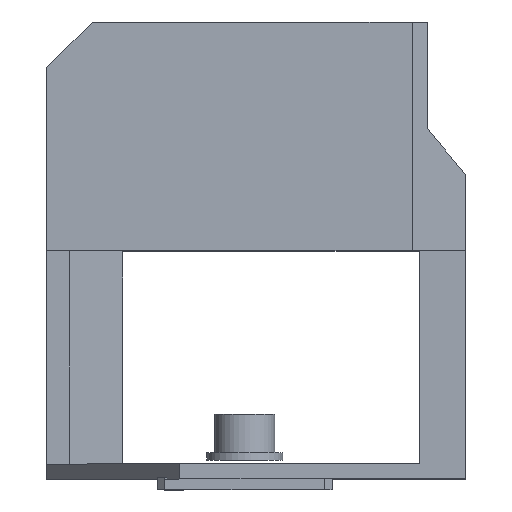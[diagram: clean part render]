
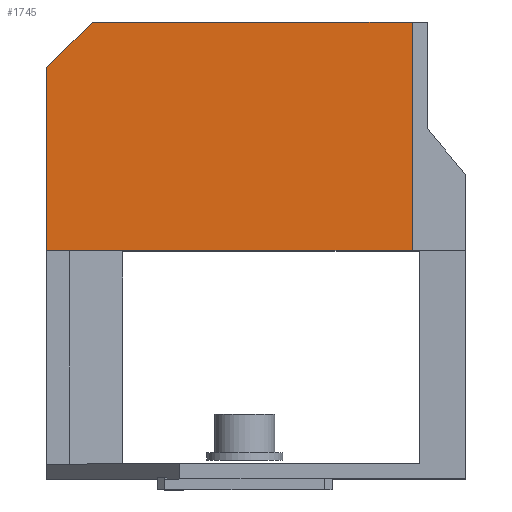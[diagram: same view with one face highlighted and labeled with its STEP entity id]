
A CAD part, top view. The second image highlights one B-rep face of the part: STEP entity #1745.
In plain terms, the highlighted planar face has unit normal (0, 0, 1).
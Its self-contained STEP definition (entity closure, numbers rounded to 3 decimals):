
#258=FACE_OUTER_BOUND('',#382,.T.);
#382=EDGE_LOOP('',(#1510,#1511,#1512,#1513,#1514));
#561=LINE('',#2851,#730);
#565=LINE('',#2859,#734);
#566=LINE('',#2861,#735);
#567=LINE('',#2863,#736);
#568=LINE('',#2864,#737);
#730=VECTOR('',#2355,10.);
#734=VECTOR('',#2361,10.);
#735=VECTOR('',#2362,10.);
#736=VECTOR('',#2363,10.);
#737=VECTOR('',#2364,10.);
#877=VERTEX_POINT('',#2849);
#878=VERTEX_POINT('',#2850);
#881=VERTEX_POINT('',#2858);
#882=VERTEX_POINT('',#2860);
#883=VERTEX_POINT('',#2862);
#1094=EDGE_CURVE('',#877,#878,#561,.T.);
#1098=EDGE_CURVE('',#877,#881,#565,.T.);
#1099=EDGE_CURVE('',#882,#881,#566,.T.);
#1100=EDGE_CURVE('',#882,#883,#567,.T.);
#1101=EDGE_CURVE('',#878,#883,#568,.T.);
#1510=ORIENTED_EDGE('',*,*,#1094,.F.);
#1511=ORIENTED_EDGE('',*,*,#1098,.T.);
#1512=ORIENTED_EDGE('',*,*,#1099,.F.);
#1513=ORIENTED_EDGE('',*,*,#1100,.T.);
#1514=ORIENTED_EDGE('',*,*,#1101,.F.);
#1659=PLANE('',#1918);
#1745=ADVANCED_FACE('',(#258),#1659,.T.);
#1918=AXIS2_PLACEMENT_3D('',#2857,#2359,#2360);
#2355=DIRECTION('',(0.707,0.707,0.));
#2359=DIRECTION('center_axis',(0.,0.,
1.));
#2360=DIRECTION('ref_axis',(1.,0.,0.));
#2361=DIRECTION('',(0.,-1.,0.));
#2362=DIRECTION('',(-1.,0.,0.));
#2363=DIRECTION('',(0.,1.,0.));
#2364=DIRECTION('',(1.,0.,0.));
#2849=CARTESIAN_POINT('',(-16.,27.49,-556.485));
#2850=CARTESIAN_POINT('',(-10.,33.49,-556.485));
#2851=CARTESIAN_POINT('',(-20.,23.49,-556.485));
#2857=CARTESIAN_POINT('Origin',(-16.,5.49,-556.485));
#2858=CARTESIAN_POINT('',(-16.,3.49,-556.485));
#2859=CARTESIAN_POINT('',(-16.,5.49,-556.485));
#2860=CARTESIAN_POINT('',(32.,3.49,-556.485));
#2861=CARTESIAN_POINT('',(32.,3.49,-556.485));
#2862=CARTESIAN_POINT('',(32.,33.49,-556.485));
#2863=CARTESIAN_POINT('',(32.,5.49,-556.485));
#2864=CARTESIAN_POINT('',(32.,33.49,-556.485));
